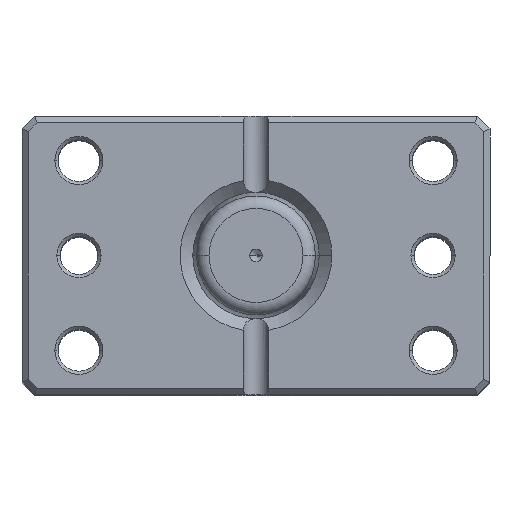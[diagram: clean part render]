
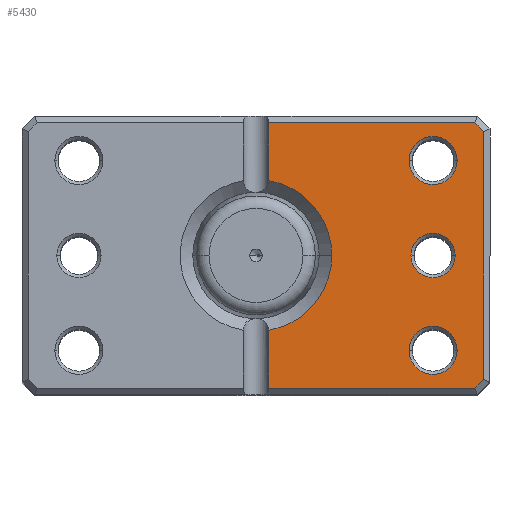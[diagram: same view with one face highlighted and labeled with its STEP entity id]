
A CAD part, top view. The second image highlights one B-rep face of the part: STEP entity #5430.
In plain terms, the highlighted face is planar.
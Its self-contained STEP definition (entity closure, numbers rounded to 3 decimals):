
#38 = CARTESIAN_POINT ( 'NONE',  ( -24.2, 15., 0. ) ) ;
#88 = VERTEX_POINT ( 'NONE', #5691 ) ;
#119 = DIRECTION ( 'NONE',  ( 1., 0., 0. ) ) ;
#155 = DIRECTION ( 'NONE',  ( 0., -1., 0. ) ) ;
#217 = AXIS2_PLACEMENT_3D ( 'NONE', #2536, #6295, #3073 ) ;
#416 = LINE ( 'NONE', #4615, #4363 ) ;
#441 = CARTESIAN_POINT ( 'NONE',  ( -34.586, 21., 0. ) ) ;
#539 = CARTESIAN_POINT ( 'NONE',  ( -12., 0., 0. ) ) ;
#727 = DIRECTION ( 'NONE',  ( 1., 0., 0. ) ) ;
#787 = VECTOR ( 'NONE', #6716, 1000. ) ;
#797 = ORIENTED_EDGE ( 'NONE', *, *, #3694, .T. ) ;
#811 = CIRCLE ( 'NONE', #3580, 3.8 ) ;
#862 = LINE ( 'NONE', #1934, #3895 ) ;
#875 = EDGE_LOOP ( 'NONE', ( #6428, #4845 ) ) ;
#927 = VERTEX_POINT ( 'NONE', #2969 ) ;
#1021 = VERTEX_POINT ( 'NONE', #4033 ) ;
#1032 = CIRCLE ( 'NONE', #3025, 3.8 ) ;
#1092 = CARTESIAN_POINT ( 'NONE',  ( -2., -21., 0. ) ) ;
#1290 = EDGE_CURVE ( 'NONE', #88, #1021, #1413, .T. ) ;
#1305 = FACE_BOUND ( 'NONE', #875, .T. ) ;
#1379 = VERTEX_POINT ( 'NONE', #6494 ) ;
#1413 = LINE ( 'NONE', #4113, #4277 ) ;
#1414 = CARTESIAN_POINT ( 'NONE',  ( -36., 0., 0. ) ) ;
#1438 = EDGE_CURVE ( 'NONE', #4647, #6626, #3266, .T. ) ;
#1471 = CARTESIAN_POINT ( 'NONE',  ( -36., -19.586, 0. ) ) ;
#1478 = EDGE_CURVE ( 'NONE', #5314, #2514, #416, .T. ) ;
#1483 = VERTEX_POINT ( 'NONE', #539 ) ;
#1497 = VERTEX_POINT ( 'NONE', #5252 ) ;
#1533 = CARTESIAN_POINT ( 'NONE',  ( -28., -15., 0. ) ) ;
#1554 = ORIENTED_EDGE ( 'NONE', *, *, #5988, .T. ) ;
#1594 = DIRECTION ( 'NONE',  ( 0., 0., 1. ) ) ;
#1644 = FACE_OUTER_BOUND ( 'NONE', #5684, .T. ) ;
#1883 = CARTESIAN_POINT ( 'NONE',  ( -24.5, 0., 0. ) ) ;
#1934 = CARTESIAN_POINT ( 'NONE',  ( -27.793, -27.793, 0. ) ) ;
#1976 = LINE ( 'NONE', #1414, #5948 ) ;
#2063 = DIRECTION ( 'NONE',  ( 1., 0., 0. ) ) ;
#2115 = CIRCLE ( 'NONE', #3929, 12. ) ;
#2140 = CARTESIAN_POINT ( 'NONE',  ( -28., -15., 0. ) ) ;
#2245 = AXIS2_PLACEMENT_3D ( 'NONE', #2639, #6393, #3176 ) ;
#2436 = DIRECTION ( 'NONE',  ( 0., 0., 1. ) ) ;
#2514 = VERTEX_POINT ( 'NONE', #6644 ) ;
#2536 = CARTESIAN_POINT ( 'NONE',  ( -28., 15., 0. ) ) ;
#2551 = LINE ( 'NONE', #3461, #4327 ) ;
#2639 = CARTESIAN_POINT ( 'NONE',  ( -28., 15., 0. ) ) ;
#2655 = CIRCLE ( 'NONE', #2245, 3.8 ) ;
#2684 = DIRECTION ( 'NONE',  ( 1., 0., 0. ) ) ;
#2740 = ORIENTED_EDGE ( 'NONE', *, *, #5183, .T. ) ;
#2757 = AXIS2_PLACEMENT_3D ( 'NONE', #6079, #3949, #727 ) ;
#2813 = AXIS2_PLACEMENT_3D ( 'NONE', #6521, #3316, #119 ) ;
#2852 = PLANE ( 'NONE',  #2757 ) ;
#2895 = ORIENTED_EDGE ( 'NONE', *, *, #5678, .T. ) ;
#2918 = VERTEX_POINT ( 'NONE', #1471 ) ;
#2925 = DIRECTION ( 'NONE',  ( -1., 0., 0. ) ) ;
#2969 = CARTESIAN_POINT ( 'NONE',  ( -31.8, -15., 0. ) ) ;
#3025 = AXIS2_PLACEMENT_3D ( 'NONE', #2140, #5917, #2684 ) ;
#3060 = ORIENTED_EDGE ( 'NONE', *, *, #6742, .T. ) ;
#3073 = DIRECTION ( 'NONE',  ( 1., 0., 0. ) ) ;
#3146 = DIRECTION ( 'NONE',  ( 0., 0., 1. ) ) ;
#3150 = ORIENTED_EDGE ( 'NONE', *, *, #4865, .T. ) ;
#3176 = DIRECTION ( 'NONE',  ( 1., 0., 0. ) ) ;
#3266 = LINE ( 'NONE', #4009, #4521 ) ;
#3316 = DIRECTION ( 'NONE',  ( 0., 0., 1. ) ) ;
#3323 = ORIENTED_EDGE ( 'NONE', *, *, #1478, .T. ) ;
#3416 = EDGE_CURVE ( 'NONE', #2514, #2918, #862, .T. ) ;
#3461 = CARTESIAN_POINT ( 'NONE',  ( 0., 21., 0. ) ) ;
#3580 = AXIS2_PLACEMENT_3D ( 'NONE', #1533, #5313, #2063 ) ;
#3694 = EDGE_CURVE ( 'NONE', #1483, #1497, #4905, .T. ) ;
#3825 = EDGE_LOOP ( 'NONE', ( #2895, #2740 ) ) ;
#3895 = VECTOR ( 'NONE', #5190, 1000. ) ;
#3911 = CARTESIAN_POINT ( 'NONE',  ( -36., 19.586, 0. ) ) ;
#3929 = AXIS2_PLACEMENT_3D ( 'NONE', #6364, #3146, #6892 ) ;
#3949 = DIRECTION ( 'NONE',  ( 0., 0., 1. ) ) ;
#3993 = ORIENTED_EDGE ( 'NONE', *, *, #1290, .T. ) ;
#3995 = DIRECTION ( 'NONE',  ( 1., 0., 0. ) ) ;
#4009 = CARTESIAN_POINT ( 'NONE',  ( -27.793, 27.793, 0. ) ) ;
#4033 = CARTESIAN_POINT ( 'NONE',  ( -2., 11.832, 0. ) ) ;
#4104 = VERTEX_POINT ( 'NONE', #6319 ) ;
#4113 = CARTESIAN_POINT ( 'NONE',  ( -2., 22., 0. ) ) ;
#4277 = VECTOR ( 'NONE', #155, 1000. ) ;
#4327 = VECTOR ( 'NONE', #3995, 1000. ) ;
#4363 = VECTOR ( 'NONE', #2925, 1000. ) ;
#4521 = VECTOR ( 'NONE', #6048, 1000. ) ;
#4592 = CIRCLE ( 'NONE', #5017, 3.5 ) ;
#4615 = CARTESIAN_POINT ( 'NONE',  ( 0., -21., 0. ) ) ;
#4628 = DIRECTION ( 'NONE',  ( 0., 1., 0. ) ) ;
#4647 = VERTEX_POINT ( 'NONE', #3911 ) ;
#4792 = AXIS2_PLACEMENT_3D ( 'NONE', #5679, #2436, #6205 ) ;
#4802 = EDGE_CURVE ( 'NONE', #5966, #5516, #6274, .T. ) ;
#4831 = CARTESIAN_POINT ( 'NONE',  ( -28., 0., 0. ) ) ;
#4845 = ORIENTED_EDGE ( 'NONE', *, *, #5089, .T. ) ;
#4865 = EDGE_CURVE ( 'NONE', #2918, #4647, #1976, .T. ) ;
#4905 = CIRCLE ( 'NONE', #2813, 12. ) ;
#4990 = EDGE_CURVE ( 'NONE', #927, #4104, #811, .T. ) ;
#5017 = AXIS2_PLACEMENT_3D ( 'NONE', #4831, #1594, #5383 ) ;
#5089 = EDGE_CURVE ( 'NONE', #5516, #5966, #4592, .T. ) ;
#5095 = ORIENTED_EDGE ( 'NONE', *, *, #6292, .T. ) ;
#5183 = EDGE_CURVE ( 'NONE', #6781, #1379, #6766, .T. ) ;
#5190 = DIRECTION ( 'NONE',  ( -0.707, 0.707, 0. ) ) ;
#5252 = CARTESIAN_POINT ( 'NONE',  ( -2., -11.832, 0. ) ) ;
#5313 = DIRECTION ( 'NONE',  ( 0., 0., 1. ) ) ;
#5314 = VERTEX_POINT ( 'NONE', #1092 ) ;
#5383 = DIRECTION ( 'NONE',  ( 1., 0., 0. ) ) ;
#5430 = ADVANCED_FACE ( 'NONE', ( #1305, #6849, #5612, #1644 ), #2852, .F. ) ;
#5516 = VERTEX_POINT ( 'NONE', #1883 ) ;
#5585 = CARTESIAN_POINT ( 'NONE',  ( -31.5, 0., 0. ) ) ;
#5612 = FACE_BOUND ( 'NONE', #3825, .T. ) ;
#5678 = EDGE_CURVE ( 'NONE', #1379, #6781, #2655, .T. ) ;
#5679 = CARTESIAN_POINT ( 'NONE',  ( -28., 0., 0. ) ) ;
#5684 = EDGE_LOOP ( 'NONE', ( #3993, #5095, #797, #6173, #3323, #6010, #3150, #5850, #1554 ) ) ;
#5691 = CARTESIAN_POINT ( 'NONE',  ( -2., 21., 0. ) ) ;
#5850 = ORIENTED_EDGE ( 'NONE', *, *, #1438, .T. ) ;
#5917 = DIRECTION ( 'NONE',  ( 0., 0., 1. ) ) ;
#5948 = VECTOR ( 'NONE', #4628, 1000. ) ;
#5966 = VERTEX_POINT ( 'NONE', #5585 ) ;
#5988 = EDGE_CURVE ( 'NONE', #6626, #88, #2551, .T. ) ;
#6010 = ORIENTED_EDGE ( 'NONE', *, *, #3416, .T. ) ;
#6048 = DIRECTION ( 'NONE',  ( 0.707, 0.707, 0. ) ) ;
#6063 = EDGE_CURVE ( 'NONE', #1497, #5314, #6330, .T. ) ;
#6079 = CARTESIAN_POINT ( 'NONE',  ( 0., 0., 0. ) ) ;
#6092 = ORIENTED_EDGE ( 'NONE', *, *, #4990, .T. ) ;
#6173 = ORIENTED_EDGE ( 'NONE', *, *, #6063, .T. ) ;
#6175 = CARTESIAN_POINT ( 'NONE',  ( -2., 22., 0. ) ) ;
#6205 = DIRECTION ( 'NONE',  ( 1., 0., 0. ) ) ;
#6274 = CIRCLE ( 'NONE', #4792, 3.5 ) ;
#6292 = EDGE_CURVE ( 'NONE', #1021, #1483, #2115, .T. ) ;
#6295 = DIRECTION ( 'NONE',  ( 0., 0., 1. ) ) ;
#6319 = CARTESIAN_POINT ( 'NONE',  ( -24.2, -15., 0. ) ) ;
#6325 = EDGE_LOOP ( 'NONE', ( #6092, #3060 ) ) ;
#6330 = LINE ( 'NONE', #6175, #787 ) ;
#6364 = CARTESIAN_POINT ( 'NONE',  ( 0., 0., 0. ) ) ;
#6393 = DIRECTION ( 'NONE',  ( 0., 0., 1. ) ) ;
#6428 = ORIENTED_EDGE ( 'NONE', *, *, #4802, .T. ) ;
#6494 = CARTESIAN_POINT ( 'NONE',  ( -31.8, 15., 0. ) ) ;
#6521 = CARTESIAN_POINT ( 'NONE',  ( 0., 0., 0. ) ) ;
#6626 = VERTEX_POINT ( 'NONE', #441 ) ;
#6644 = CARTESIAN_POINT ( 'NONE',  ( -34.586, -21., 0. ) ) ;
#6716 = DIRECTION ( 'NONE',  ( 0., -1., 0. ) ) ;
#6742 = EDGE_CURVE ( 'NONE', #4104, #927, #1032, .T. ) ;
#6766 = CIRCLE ( 'NONE', #217, 3.8 ) ;
#6781 = VERTEX_POINT ( 'NONE', #38 ) ;
#6849 = FACE_BOUND ( 'NONE', #6325, .T. ) ;
#6892 = DIRECTION ( 'NONE',  ( 1., 0., 0. ) ) ;
